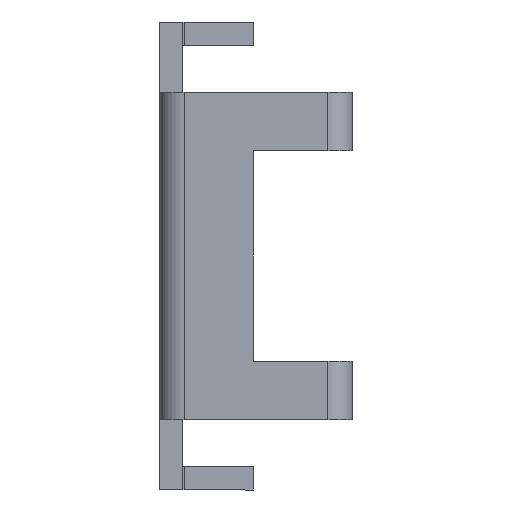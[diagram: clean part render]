
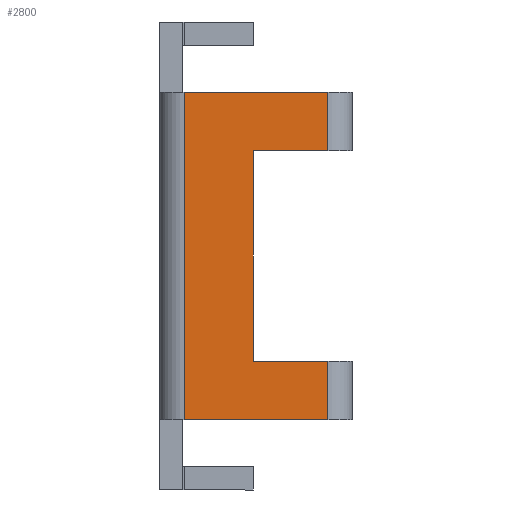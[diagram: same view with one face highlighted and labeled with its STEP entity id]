
A CAD part, left-side view. The second image highlights one B-rep face of the part: STEP entity #2800.
In plain terms, the highlighted planar face has unit normal (-1, 0, 0).
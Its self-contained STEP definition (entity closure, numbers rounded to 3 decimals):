
#1 = VECTOR ( 'NONE', #414, 1000. ) ;
#52 = VERTEX_POINT ( 'NONE', #1072 ) ;
#74 = CARTESIAN_POINT ( 'NONE',  ( -1.5, -0.8, 0. ) ) ;
#86 = LINE ( 'NONE', #74, #1634 ) ;
#92 = DIRECTION ( 'NONE',  ( 0., 0., 1. ) ) ;
#130 = DIRECTION ( 'NONE',  ( 1., 0., 0. ) ) ;
#158 = CARTESIAN_POINT ( 'NONE',  ( -1.5, -1.44, -1.4 ) ) ;
#280 = VECTOR ( 'NONE', #2140, 1000. ) ;
#313 = ORIENTED_EDGE ( 'NONE', *, *, #799, .T. ) ;
#414 = DIRECTION ( 'NONE',  ( 0., -1., 0. ) ) ;
#466 = VECTOR ( 'NONE', #1538, 1000. ) ;
#468 = AXIS2_PLACEMENT_3D ( 'NONE', #2063, #130, #1855 ) ;
#503 = ORIENTED_EDGE ( 'NONE', *, *, #1669, .F. ) ;
#534 = EDGE_CURVE ( 'NONE', #1563, #1458, #1294, .T. ) ;
#607 = CARTESIAN_POINT ( 'NONE',  ( -1.5, -0.8, -0.9 ) ) ;
#631 = LINE ( 'NONE', #1492, #1 ) ;
#679 = CARTESIAN_POINT ( 'NONE',  ( -1.5, 0., 0.9 ) ) ;
#699 = VERTEX_POINT ( 'NONE', #2152 ) ;
#740 = CARTESIAN_POINT ( 'NONE',  ( -1.5, -0.21, 1.4 ) ) ;
#797 = ORIENTED_EDGE ( 'NONE', *, *, #534, .T. ) ;
#799 = EDGE_CURVE ( 'NONE', #1829, #699, #2411, .T. ) ;
#923 = EDGE_CURVE ( 'NONE', #699, #2745, #2695, .T. ) ;
#967 = VECTOR ( 'NONE', #2525, 1000. ) ;
#980 = DIRECTION ( 'NONE',  ( 0., 0., -1. ) ) ;
#1024 = ORIENTED_EDGE ( 'NONE', *, *, #923, .T. ) ;
#1072 = CARTESIAN_POINT ( 'NONE',  ( -1.5, -0.8, 0.9 ) ) ;
#1233 = EDGE_CURVE ( 'NONE', #1563, #52, #2605, .T. ) ;
#1294 = LINE ( 'NONE', #158, #280 ) ;
#1386 = ORIENTED_EDGE ( 'NONE', *, *, #1570, .T. ) ;
#1428 = FACE_OUTER_BOUND ( 'NONE', #1524, .T. ) ;
#1458 = VERTEX_POINT ( 'NONE', #2507 ) ;
#1492 = CARTESIAN_POINT ( 'NONE',  ( -1.5, 0., -0.9 ) ) ;
#1500 = VERTEX_POINT ( 'NONE', #607 ) ;
#1520 = DIRECTION ( 'NONE',  ( 0., -1., 0. ) ) ;
#1524 = EDGE_LOOP ( 'NONE', ( #2654, #797, #1386, #503, #313, #1024, #1732, #2728 ) ) ;
#1538 = DIRECTION ( 'NONE',  ( 0., 1., 0. ) ) ;
#1544 = VECTOR ( 'NONE', #2204, 1000. ) ;
#1563 = VERTEX_POINT ( 'NONE', #1711 ) ;
#1570 = EDGE_CURVE ( 'NONE', #1458, #2770, #1880, .T. ) ;
#1613 = CARTESIAN_POINT ( 'NONE',  ( -1.5, -1.44, -1.4 ) ) ;
#1634 = VECTOR ( 'NONE', #980, 1000. ) ;
#1639 = VECTOR ( 'NONE', #1520, 1000. ) ;
#1645 = EDGE_CURVE ( 'NONE', #1500, #2745, #631, .T. ) ;
#1669 = EDGE_CURVE ( 'NONE', #1829, #2770, #2799, .T. ) ;
#1711 = CARTESIAN_POINT ( 'NONE',  ( -1.5, -1.44, 0.9 ) ) ;
#1732 = ORIENTED_EDGE ( 'NONE', *, *, #1645, .F. ) ;
#1740 = EDGE_CURVE ( 'NONE', #52, #1500, #86, .T. ) ;
#1768 = VECTOR ( 'NONE', #92, 1000. ) ;
#1829 = VERTEX_POINT ( 'NONE', #2765 ) ;
#1855 = DIRECTION ( 'NONE',  ( 0., 1., 0. ) ) ;
#1880 = LINE ( 'NONE', #2100, #967 ) ;
#2020 = CARTESIAN_POINT ( 'NONE',  ( -1.5, -0.21, 1.4 ) ) ;
#2063 = CARTESIAN_POINT ( 'NONE',  ( -1.5, 0., 0. ) ) ;
#2100 = CARTESIAN_POINT ( 'NONE',  ( -1.5, 0., 1.4 ) ) ;
#2140 = DIRECTION ( 'NONE',  ( 0., 0., 1. ) ) ;
#2152 = CARTESIAN_POINT ( 'NONE',  ( -1.5, -1.44, -1.4 ) ) ;
#2196 = CARTESIAN_POINT ( 'NONE',  ( -1.5, 0., -1.4 ) ) ;
#2204 = DIRECTION ( 'NONE',  ( 0., 0., 1. ) ) ;
#2277 = PLANE ( 'NONE',  #468 ) ;
#2411 = LINE ( 'NONE', #2196, #1639 ) ;
#2507 = CARTESIAN_POINT ( 'NONE',  ( -1.5, -1.44, 1.4 ) ) ;
#2525 = DIRECTION ( 'NONE',  ( 0., 1., 0. ) ) ;
#2605 = LINE ( 'NONE', #679, #466 ) ;
#2654 = ORIENTED_EDGE ( 'NONE', *, *, #1233, .F. ) ;
#2695 = LINE ( 'NONE', #1613, #1768 ) ;
#2703 = CARTESIAN_POINT ( 'NONE',  ( -1.5, -1.44, -0.9 ) ) ;
#2728 = ORIENTED_EDGE ( 'NONE', *, *, #1740, .F. ) ;
#2745 = VERTEX_POINT ( 'NONE', #2703 ) ;
#2765 = CARTESIAN_POINT ( 'NONE',  ( -1.5, -0.21, -1.4 ) ) ;
#2770 = VERTEX_POINT ( 'NONE', #2020 ) ;
#2799 = LINE ( 'NONE', #740, #1544 ) ;
#2800 = ADVANCED_FACE ( 'NONE', ( #1428 ), #2277, .F. ) ;
